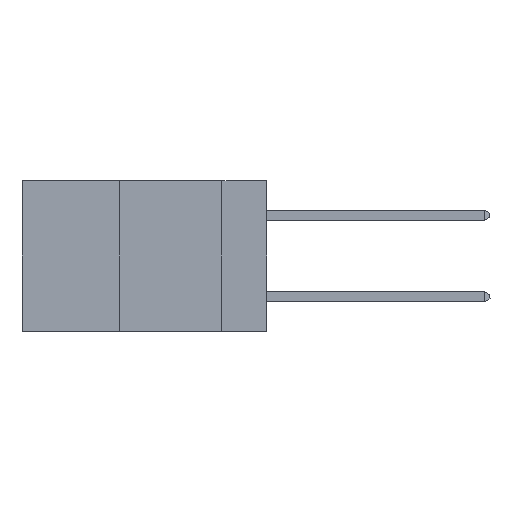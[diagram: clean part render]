
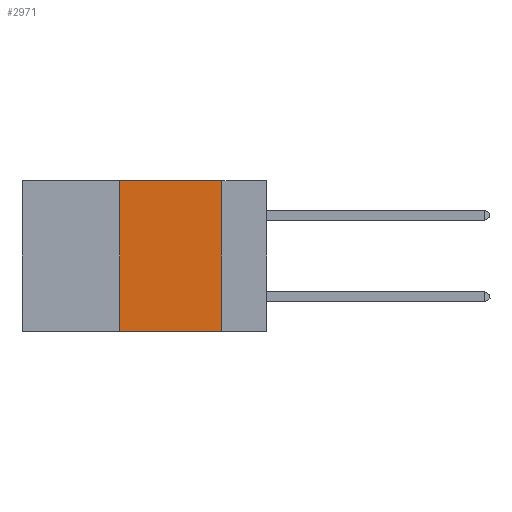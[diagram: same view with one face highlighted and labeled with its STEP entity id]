
A CAD part, left-side view. The second image highlights one B-rep face of the part: STEP entity #2971.
In plain terms, the highlighted planar face has unit normal (-1, 0, 0).
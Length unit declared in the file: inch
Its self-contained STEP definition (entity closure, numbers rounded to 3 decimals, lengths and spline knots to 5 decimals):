
#408 = PLANE ( 'NONE',  #3870 ) ;
#494 = CARTESIAN_POINT ( 'NONE',  ( 0., 0.6, 0. ) ) ;
#918 = LINE ( 'NONE', #4955, #5687 ) ;
#1742 = CARTESIAN_POINT ( 'NONE',  ( 0., 0.36, -0.37 ) ) ;
#2071 = EDGE_CURVE ( 'NONE', #8689, #3076, #4971, .T. ) ;
#2107 = VECTOR ( 'NONE', #6813, 39.37008 ) ;
#2120 = EDGE_CURVE ( 'NONE', #3076, #3195, #3067, .T. ) ;
#2168 = CARTESIAN_POINT ( 'NONE',  ( 0., 0.11, -0.37 ) ) ;
#2732 = EDGE_CURVE ( 'NONE', #6942, #8689, #918, .T. ) ;
#2941 = DIRECTION ( 'NONE',  ( 0., 0., 1. ) ) ;
#2971 = ADVANCED_FACE ( 'NONE', ( #8896 ), #408, .F. ) ;
#3067 = LINE ( 'NONE', #3441, #4168 ) ;
#3076 = VERTEX_POINT ( 'NONE', #4134 ) ;
#3121 = DIRECTION ( 'NONE',  ( 1., 0., 0. ) ) ;
#3195 = VERTEX_POINT ( 'NONE', #2168 ) ;
#3441 = CARTESIAN_POINT ( 'NONE',  ( 0., 0.11, 0. ) ) ;
#3870 = AXIS2_PLACEMENT_3D ( 'NONE', #494, #3121, #8800 ) ;
#4130 = CARTESIAN_POINT ( 'NONE',  ( 0., 0.36, 0. ) ) ;
#4134 = CARTESIAN_POINT ( 'NONE',  ( 0., 0.11, 0. ) ) ;
#4168 = VECTOR ( 'NONE', #4869, 39.37008 ) ;
#4744 = LINE ( 'NONE', #6857, #8155 ) ;
#4869 = DIRECTION ( 'NONE',  ( 0., 0., -1. ) ) ;
#4955 = CARTESIAN_POINT ( 'NONE',  ( 0., 0.36, 0. ) ) ;
#4971 = LINE ( 'NONE', #8282, #2107 ) ;
#5687 = VECTOR ( 'NONE', #2941, 39.37008 ) ;
#5995 = EDGE_LOOP ( 'NONE', ( #7988, #7808, #7112, #7308 ) ) ;
#6813 = DIRECTION ( 'NONE',  ( 0., -1., 0. ) ) ;
#6857 = CARTESIAN_POINT ( 'NONE',  ( 0., 0.6, -0.37 ) ) ;
#6942 = VERTEX_POINT ( 'NONE', #1742 ) ;
#6956 = DIRECTION ( 'NONE',  ( 0., -1., 0. ) ) ;
#7112 = ORIENTED_EDGE ( 'NONE', *, *, #2732, .F. ) ;
#7308 = ORIENTED_EDGE ( 'NONE', *, *, #8840, .T. ) ;
#7808 = ORIENTED_EDGE ( 'NONE', *, *, #2071, .F. ) ;
#7988 = ORIENTED_EDGE ( 'NONE', *, *, #2120, .F. ) ;
#8155 = VECTOR ( 'NONE', #6956, 39.37008 ) ;
#8282 = CARTESIAN_POINT ( 'NONE',  ( 0., 0.6, 0. ) ) ;
#8689 = VERTEX_POINT ( 'NONE', #4130 ) ;
#8800 = DIRECTION ( 'NONE',  ( 0., 0., -1. ) ) ;
#8840 = EDGE_CURVE ( 'NONE', #6942, #3195, #4744, .T. ) ;
#8896 = FACE_OUTER_BOUND ( 'NONE', #5995, .T. ) ;
